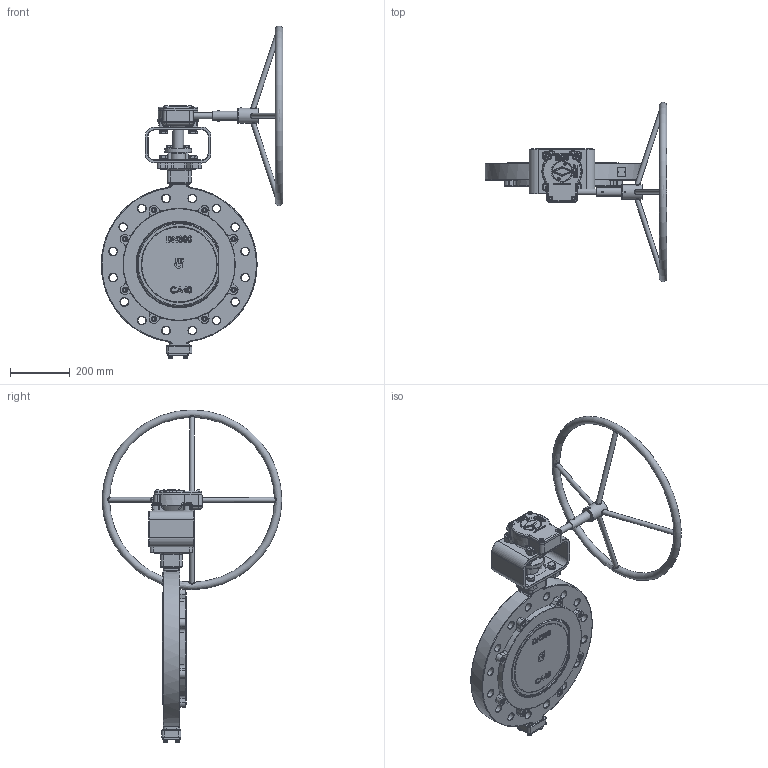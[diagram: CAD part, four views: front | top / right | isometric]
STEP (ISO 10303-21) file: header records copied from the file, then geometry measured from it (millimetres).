
FILE_DESCRIPTION(('HOOPS Exchange Step'),'2;1');
FILE_NAME('AK12_DN300_PN40_Getriebe.stp','2024-11-22T11:12:13+01:00',('nieru'),('Unknown organisation'),'HOOPS Exchange 2024.2','HOOPS Exchange','Unknown authorisation');
FILE_SCHEMA( ('AP203_CONFIGURATION_CONTROLLED_3D_DESIGN_OF_MECHANICAL_PARTS_AND_ASSEMBLIES_MIM_LF') );
Length unit declared in the file: millimetre
Products named in the file (9): 0; root
Assembly tree (8 placements, depth 4):
  root
    0
    0
      0
      0
      0
      0
      0
        0
Bounding box: 606.85 x 600 x 1109.4 mm (x, y, z)
Volume: 14056251.2 mm3; surface area: 1653495.2 mm2
Topology: 82 solids, 696 shells, 2977 faces, 8609 edges, 6442 vertices
Faces by surface type: bspline 943, plane 788, cylinder 736, cone 256, torus 236, sphere 18
Full cylindrical faces by diameter (mm): 4.2 x3, 6 x2, 8.5 x3, 10 x5, 11 x3, 12 x8, 13 x4, 14 x4, 14.8 x4, 16 x16, 17 x4, 20 x7, 21.533 x1, 26.3 x8, 26.5 x16, 28 x2, 30 x1, 35 x1, 36.426 x2, 37.186 x1, 37.426 x2, 37.598 x1, 39 x1, 50 x1, 51.824 x1, 67 x2, 72 x1, 90 x1, 291 x2, 375 x1
Entity records: 283521 total; most frequent: CARTESIAN_POINT 209182, ORIENTED_EDGE 14173, DIRECTION 13225, EDGE_CURVE 8535, VERTEX_POINT 6442, AXIS2_PLACEMENT_3D 5266, EDGE_LOOP 3218, FACE_BOUND 3218
